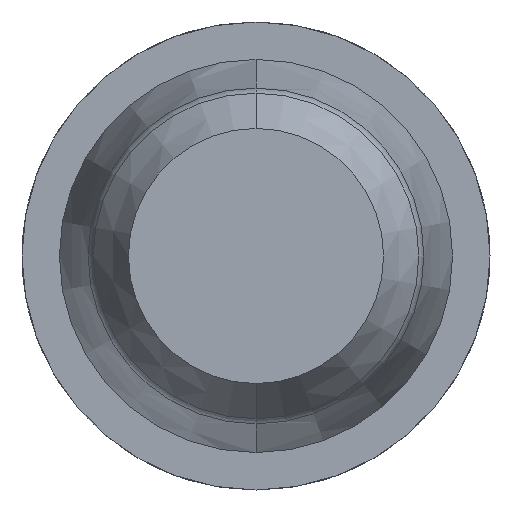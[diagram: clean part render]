
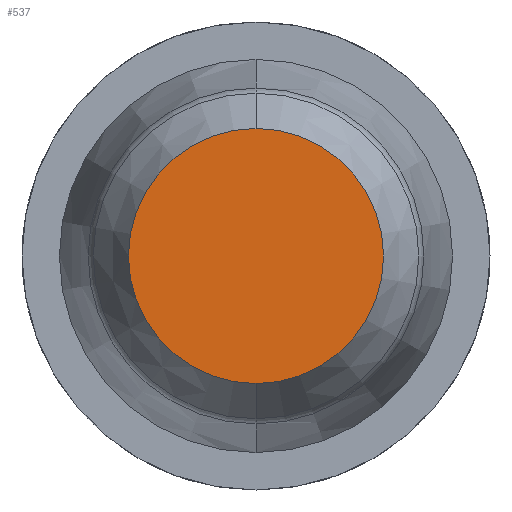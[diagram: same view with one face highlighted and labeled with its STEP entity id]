
A CAD part, front view. The second image highlights one B-rep face of the part: STEP entity #537.
In plain terms, the highlighted planar face has unit normal (0, -1, 0).
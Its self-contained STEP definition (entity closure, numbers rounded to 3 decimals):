
#141 = CARTESIAN_POINT ( 'NONE',  ( 0., -30.5, 0. ) ) ;
#169 = CIRCLE ( 'NONE', #373, 0.627 ) ;
#287 = DIRECTION ( 'NONE',  ( 0., 0., 1. ) ) ;
#290 = DIRECTION ( 'NONE',  ( 0., 1., 0. ) ) ;
#373 = AXIS2_PLACEMENT_3D ( 'NONE', #2151, #290, #4138 ) ;
#419 = DIRECTION ( 'NONE',  ( 0., 0., 1. ) ) ;
#450 = DIRECTION ( 'NONE',  ( 0., 1., 0. ) ) ;
#493 = ORIENTED_EDGE ( 'NONE', *, *, #2165, .F. ) ;
#537 = ADVANCED_FACE ( 'Defeature ausgef�hrt6_5', ( #2050 ), #3322, .F. ) ;
#1086 = VERTEX_POINT ( 'NONE', #3379 ) ;
#1137 = VERTEX_POINT ( 'NONE', #4070 ) ;
#1244 = EDGE_LOOP ( 'NONE', ( #3960, #493 ) ) ;
#1586 = CARTESIAN_POINT ( 'NONE',  ( 0., -30.5, 0. ) ) ;
#1611 = CIRCLE ( 'NONE', #3846, 0.627 ) ;
#2050 = FACE_OUTER_BOUND ( 'NONE', #1244, .T. ) ;
#2151 = CARTESIAN_POINT ( 'NONE',  ( 0., -30.5, 0. ) ) ;
#2165 = EDGE_CURVE ( 'Defeature ausgef�hrt6_6+Defeature ausgef�hrt6_5+Defeature ausgef�hrt6_5+Defeature ausgef�hrt6_5', #1137, #1086, #1611, .T. ) ;
#2560 = DIRECTION ( 'NONE',  ( 0., 1., 0. ) ) ;
#2913 = EDGE_CURVE ( 'Defeature ausgef�hrt6_6+Defeature ausgef�hrt6_5+Defeature ausgef�hrt6_5+Defeature ausgef�hrt6_5', #1086, #1137, #169, .T. ) ;
#3322 = PLANE ( 'NONE',  #3866 ) ;
#3379 = CARTESIAN_POINT ( 'NONE',  ( 0., -30.5, 0.627 ) ) ;
#3846 = AXIS2_PLACEMENT_3D ( 'NONE', #1586, #2560, #287 ) ;
#3866 = AXIS2_PLACEMENT_3D ( 'NONE', #141, #450, #419 ) ;
#3960 = ORIENTED_EDGE ( 'NONE', *, *, #2913, .F. ) ;
#4070 = CARTESIAN_POINT ( 'NONE',  ( 0., -30.5, -0.627 ) ) ;
#4138 = DIRECTION ( 'NONE',  ( 0., 0., 1. ) ) ;
